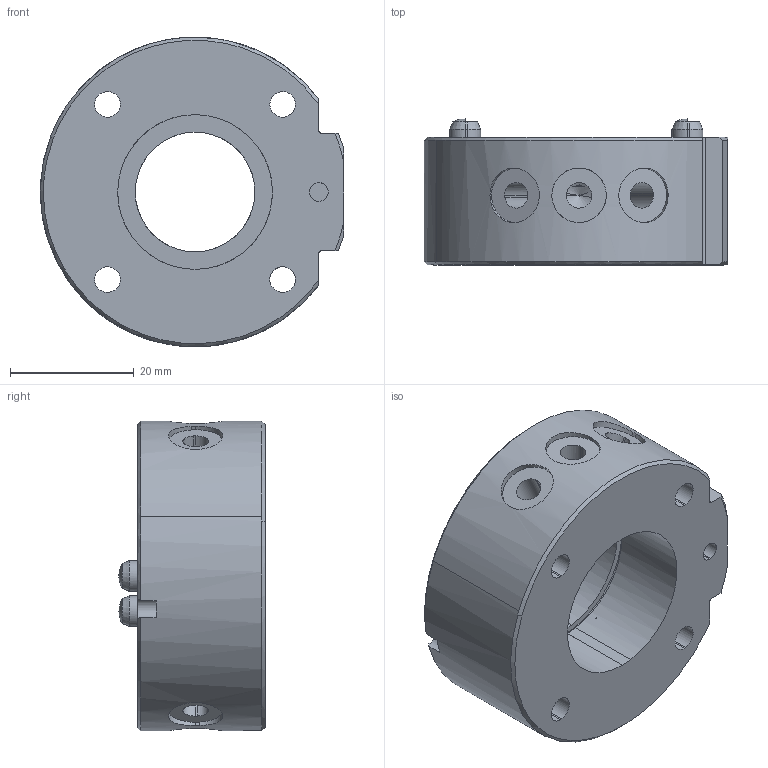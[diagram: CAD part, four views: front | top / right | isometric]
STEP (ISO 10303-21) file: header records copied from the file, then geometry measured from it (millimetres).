
FILE_DESCRIPTION(('CATIA V5 STEP Exchange'),'2;1');
FILE_NAME('_SCHUNK_SWA_011_000_000_parts__01_2.stp','2017-04-06T11:31:48+00:00',('none'),('none'),'CATIA Version 5 Release 18 GA (IN-10)','CATIA V5 STEP AP203','none');
FILE_SCHEMA(('CONFIG_CONTROL_DESIGN'));
Length unit declared in the file: millimetre
Products named in the file (1): _SCHUNK_SWA_011_000_000_parts__01_2
Bounding box: 48.99 x 23.6 x 50 mm (x, y, z)
Surface area: 10663.2 mm2 (no closed solid volume)
Topology: 0 solids, 1 shells, 232 faces, 635 edges, 379 vertices
Faces by surface type: cylinder 136, cone 76, plane 18, bspline 2
Entity records: 10103 total; most frequent: CARTESIAN_POINT 5093, ORIENTED_EDGE 1194, DIRECTION 699, EDGE_CURVE 601, VERTEX_POINT 379, B_SPLINE_CURVE_WITH_KNOTS 350, EDGE_LOOP 280, AXIS2_PLACEMENT_3D 249
